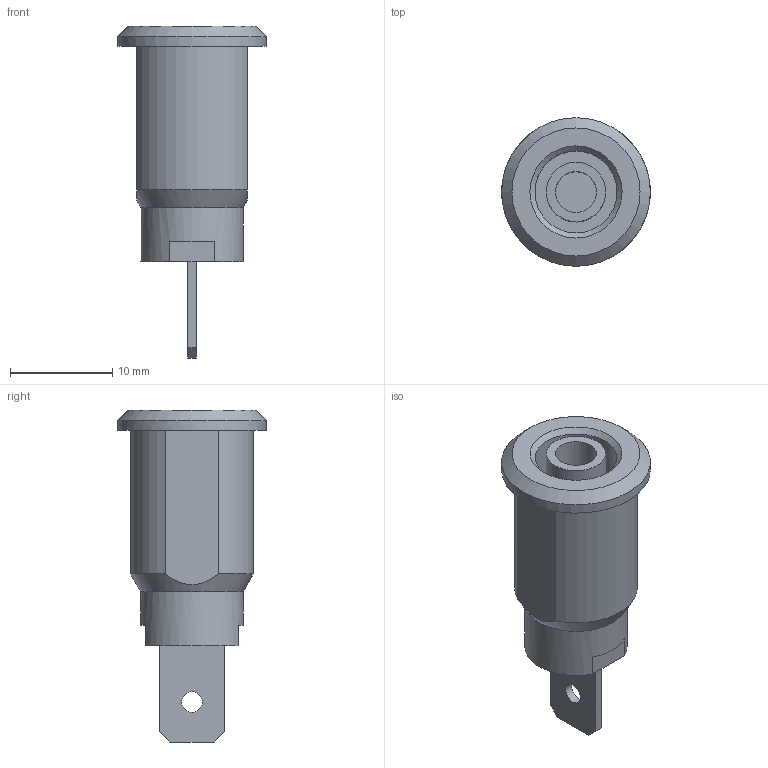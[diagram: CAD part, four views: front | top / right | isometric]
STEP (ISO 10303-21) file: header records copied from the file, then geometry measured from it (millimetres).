
FILE_DESCRIPTION(('FreeCAD Model'),'2;1');
FILE_NAME('Open CASCADE Shape Model','2025-04-28T23:35:46',(''),(''), 'Open CASCADE STEP processor 7.8','FreeCAD','Unknown');
FILE_SCHEMA(('AUTOMOTIVE_DESIGN { 1 0 10303 214 1 1 1 1 }'));
Length unit declared in the file: millimetre
Products named in the file (1): SLB4-F6.3_black
Bounding box: 14.5 x 14.5 x 32.4 mm (x, y, z)
Volume: 1716.5 mm3; surface area: 2359.1 mm2
Topology: 1 solids, 1 shells, 36 faces, 78 edges, 48 vertices
Faces by surface type: plane 24, cylinder 9, cone 3
Full cylindrical faces by diameter (mm): 2 x1, 4 x1, 5.8 x1, 8 x1, 10 x1, 14.5 x1
Entity records: 2245 total; most frequent: CARTESIAN_POINT 441, DIRECTION 302, ORIENTED_EDGE 156, PCURVE 156, DEFINITIONAL_REPRESENTATION 156, LINE 152, VECTOR 152, EDGE_CURVE 78
